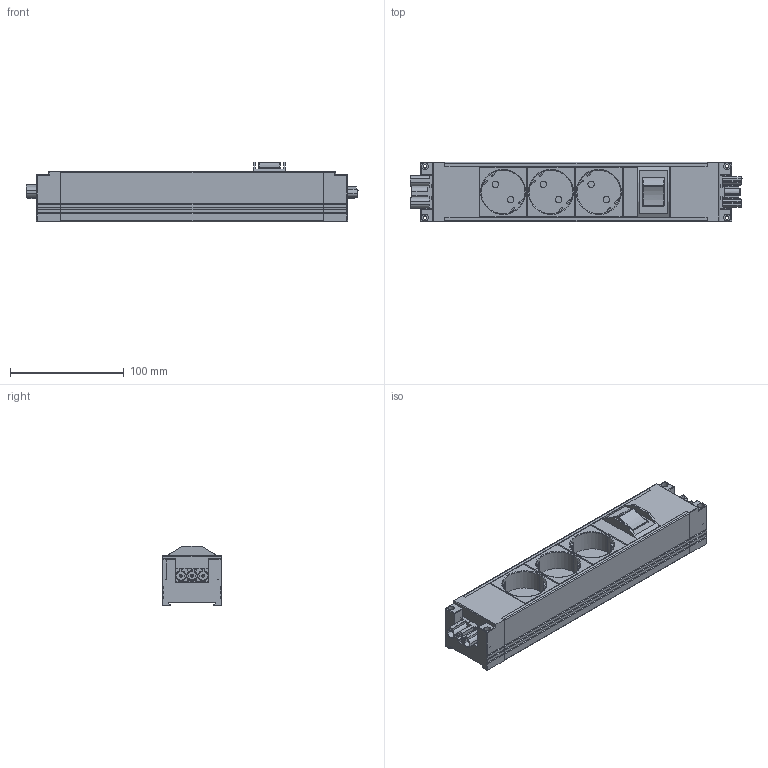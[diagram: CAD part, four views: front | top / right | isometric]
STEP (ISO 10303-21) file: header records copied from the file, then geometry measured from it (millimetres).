
FILE_DESCRIPTION (( 'STEP AP214' ), '1' );
FILE_NAME ('6530555', '2019-01-31T12:11:46', ( '' ), ('JUGARD+KÜNSTNER GmbH'), 'SwSTEP 2.0', 'SolidWorks 2017', '' );
FILE_SCHEMA (( 'AUTOMOTIVE_DESIGN' ));
Length unit declared in the file: millimetre
Products named in the file (1): 6530555_CNAJF00
Bounding box: 291.4 x 52 x 52 mm (x, y, z)
Volume: 403859.2 mm3; surface area: 156934.8 mm2
Topology: 1 solids, 3 shells, 646 faces, 1750 edges, 1068 vertices
Faces by surface type: plane 312, cylinder 250, bspline 73, cone 7, torus 4
Entity records: 23433 total; most frequent: CARTESIAN_POINT 6641, ORIENTED_EDGE 3428, DIRECTION 3232, EDGE_CURVE 1714, VECTOR 1096, LINE 1096, AXIS2_PLACEMENT_3D 1068, VERTEX_POINT 1068
